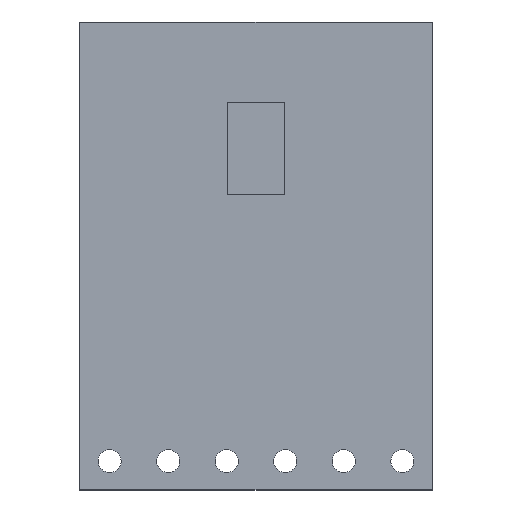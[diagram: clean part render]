
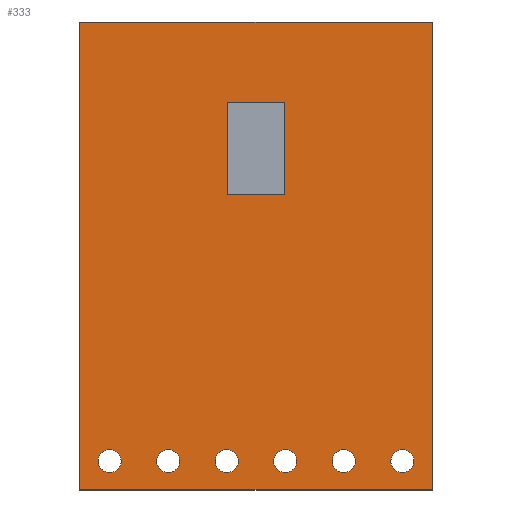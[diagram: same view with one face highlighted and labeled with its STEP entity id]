
A CAD part, top view. The second image highlights one B-rep face of the part: STEP entity #333.
In plain terms, the highlighted planar face has unit normal (0, 0, 1).
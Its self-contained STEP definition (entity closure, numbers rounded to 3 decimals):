
#15=FACE_BOUND('',#79,.T.);
#16=FACE_BOUND('',#80,.T.);
#17=FACE_BOUND('',#81,.T.);
#18=FACE_BOUND('',#82,.T.);
#19=FACE_BOUND('',#83,.T.);
#20=FACE_BOUND('',#84,.T.);
#21=FACE_BOUND('',#85,.T.);
#29=CIRCLE('',#356,0.5);
#31=CIRCLE('',#359,0.5);
#33=CIRCLE('',#362,0.5);
#35=CIRCLE('',#365,0.5);
#37=CIRCLE('',#368,0.5);
#39=CIRCLE('',#371,0.5);
#61=FACE_OUTER_BOUND('',#78,.T.);
#78=EDGE_LOOP('',(#283,#284,#285,#286));
#79=EDGE_LOOP('',(#287,#288,#289,#290));
#80=EDGE_LOOP('',(#291));
#81=EDGE_LOOP('',(#292));
#82=EDGE_LOOP('',(#293));
#83=EDGE_LOOP('',(#294));
#84=EDGE_LOOP('',(#295));
#85=EDGE_LOOP('',(#296));
#93=LINE('',#472,#123);
#97=LINE('',#480,#127);
#100=LINE('',#486,#130);
#103=LINE('',#491,#133);
#113=LINE('',#537,#143);
#116=LINE('',#543,#146);
#119=LINE('',#549,#149);
#122=LINE('',#553,#152);
#123=VECTOR('',#382,10.);
#127=VECTOR('',#388,10.);
#130=VECTOR('',#393,10.);
#133=VECTOR('',#398,10.);
#143=VECTOR('',#448,10.);
#146=VECTOR('',#453,10.);
#149=VECTOR('',#458,10.);
#152=VECTOR('',#463,10.);
#153=VERTEX_POINT('',#470);
#154=VERTEX_POINT('',#471);
#157=VERTEX_POINT('',#479);
#159=VERTEX_POINT('',#485);
#162=VERTEX_POINT('',#497);
#164=VERTEX_POINT('',#503);
#166=VERTEX_POINT('',#509);
#168=VERTEX_POINT('',#515);
#170=VERTEX_POINT('',#521);
#172=VERTEX_POINT('',#527);
#175=VERTEX_POINT('',#534);
#176=VERTEX_POINT('',#536);
#178=VERTEX_POINT('',#542);
#180=VERTEX_POINT('',#548);
#181=EDGE_CURVE('',#153,#154,#93,.T.);
#185=EDGE_CURVE('',#154,#157,#97,.T.);
#188=EDGE_CURVE('',#157,#159,#100,.T.);
#191=EDGE_CURVE('',#159,#153,#103,.T.);
#195=EDGE_CURVE('',#162,#162,#29,.T.);
#198=EDGE_CURVE('',#164,#164,#31,.T.);
#201=EDGE_CURVE('',#166,#166,#33,.T.);
#204=EDGE_CURVE('',#168,#168,#35,.T.);
#207=EDGE_CURVE('',#170,#170,#37,.T.);
#210=EDGE_CURVE('',#172,#172,#39,.T.);
#213=EDGE_CURVE('',#176,#175,#113,.T.);
#216=EDGE_CURVE('',#178,#176,#116,.T.);
#219=EDGE_CURVE('',#180,#178,#119,.T.);
#222=EDGE_CURVE('',#175,#180,#122,.T.);
#283=ORIENTED_EDGE('',*,*,#222,.T.);
#284=ORIENTED_EDGE('',*,*,#219,.T.);
#285=ORIENTED_EDGE('',*,*,#216,.T.);
#286=ORIENTED_EDGE('',*,*,#213,.T.);
#287=ORIENTED_EDGE('',*,*,#181,.T.);
#288=ORIENTED_EDGE('',*,*,#185,.T.);
#289=ORIENTED_EDGE('',*,*,#188,.T.);
#290=ORIENTED_EDGE('',*,*,#191,.T.);
#291=ORIENTED_EDGE('',*,*,#195,.T.);
#292=ORIENTED_EDGE('',*,*,#198,.T.);
#293=ORIENTED_EDGE('',*,*,#201,.T.);
#294=ORIENTED_EDGE('',*,*,#204,.T.);
#295=ORIENTED_EDGE('',*,*,#207,.T.);
#296=ORIENTED_EDGE('',*,*,#210,.T.);
#316=PLANE('',#376);
#333=ADVANCED_FACE('',(#61,#15,#16,#17,#18,#19,#20,#21),#316,.T.);
#356=AXIS2_PLACEMENT_3D('',#499,#407,#408);
#359=AXIS2_PLACEMENT_3D('',#505,#414,#415);
#362=AXIS2_PLACEMENT_3D('',#511,#421,#422);
#365=AXIS2_PLACEMENT_3D('',#517,#428,#429);
#368=AXIS2_PLACEMENT_3D('',#523,#435,#436);
#371=AXIS2_PLACEMENT_3D('',#529,#442,#443);
#376=AXIS2_PLACEMENT_3D('',#554,#464,#465);
#382=DIRECTION('',(1.,0.,0.));
#388=DIRECTION('',(0.,-1.,0.));
#393=DIRECTION('',(-1.,0.,0.));
#398=DIRECTION('',(0.,1.,0.));
#407=DIRECTION('center_axis',(0.,0.,-1.));
#408=DIRECTION('ref_axis',(1.,0.,0.));
#414=DIRECTION('center_axis',(0.,0.,-1.));
#415=DIRECTION('ref_axis',(1.,0.,0.));
#421=DIRECTION('center_axis',(0.,0.,-1.));
#422=DIRECTION('ref_axis',(1.,0.,0.));
#428=DIRECTION('center_axis',(0.,0.,-1.));
#429=DIRECTION('ref_axis',(1.,0.,0.));
#435=DIRECTION('center_axis',(0.,0.,-1.));
#436=DIRECTION('ref_axis',(1.,0.,0.));
#442=DIRECTION('center_axis',(0.,0.,-1.));
#443=DIRECTION('ref_axis',(1.,0.,0.));
#448=DIRECTION('',(-1.,0.,0.));
#453=DIRECTION('',(0.,1.,0.));
#458=DIRECTION('',(1.,0.,0.));
#463=DIRECTION('',(0.,-1.,0.));
#464=DIRECTION('center_axis',(0.,0.,1.));
#465=DIRECTION('ref_axis',(1.,0.,0.));
#470=CARTESIAN_POINT('',(6.4,16.8,1.6));
#471=CARTESIAN_POINT('',(8.9,16.8,1.6));
#472=CARTESIAN_POINT('',(8.275,16.8,1.6));
#479=CARTESIAN_POINT('',(8.9,12.8,1.6));
#480=CARTESIAN_POINT('',(8.9,11.475,1.6));
#485=CARTESIAN_POINT('',(6.4,12.8,1.6));
#486=CARTESIAN_POINT('',(7.025,12.8,1.6));
#491=CARTESIAN_POINT('',(6.4,13.475,1.6));
#497=CARTESIAN_POINT('',(0.8,1.25,1.6));
#499=CARTESIAN_POINT('Origin',(1.3,1.25,1.6));
#503=CARTESIAN_POINT('',(3.34,1.25,1.6));
#505=CARTESIAN_POINT('Origin',(3.84,1.25,1.6));
#509=CARTESIAN_POINT('',(5.88,1.25,1.6));
#511=CARTESIAN_POINT('Origin',(6.38,1.25,1.6));
#515=CARTESIAN_POINT('',(8.42,1.25,1.6));
#517=CARTESIAN_POINT('Origin',(8.92,1.25,1.6));
#521=CARTESIAN_POINT('',(10.96,1.25,1.6));
#523=CARTESIAN_POINT('Origin',(11.46,1.25,1.6));
#527=CARTESIAN_POINT('',(13.5,1.25,1.6));
#529=CARTESIAN_POINT('Origin',(14.,1.25,1.6));
#534=CARTESIAN_POINT('',(0.,20.3,1.6));
#536=CARTESIAN_POINT('',(15.3,20.3,1.6));
#537=CARTESIAN_POINT('',(15.3,20.3,1.6));
#542=CARTESIAN_POINT('',(15.3,0.,1.6));
#543=CARTESIAN_POINT('',(15.3,0.,1.6));
#548=CARTESIAN_POINT('',(0.,0.,1.6));
#549=CARTESIAN_POINT('',(0.,0.,1.6));
#553=CARTESIAN_POINT('',(0.,20.3,1.6));
#554=CARTESIAN_POINT('Origin',(7.65,10.15,1.6));
